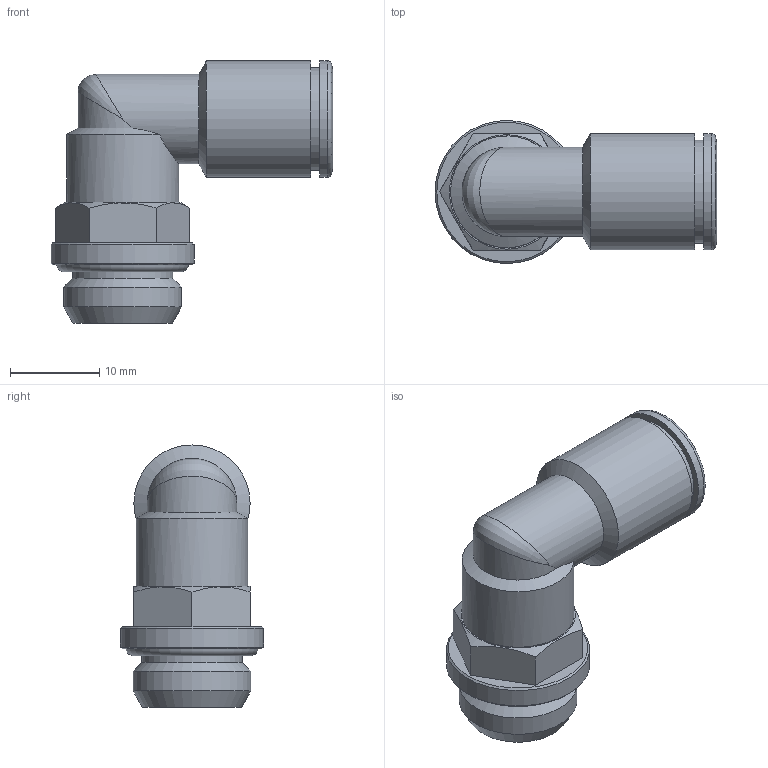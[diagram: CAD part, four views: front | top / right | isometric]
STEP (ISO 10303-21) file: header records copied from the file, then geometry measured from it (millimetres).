
FILE_DESCRIPTION(/* description */ ('Winkelverschraubung drehbar D8-G1/4'),/* implementation_level */ '2;1');
FILE_NAME(/* name */ '290_1008_Winkelverschraubung drehbar D8-G1_4.stp',/* time_stamp */ '2018-01-05T07:42:02+01:00',/* author */ ('mm'),/* organization */ (''),/* preprocessor_version */ 'ST-DEVELOPER v17',/* originating_system */ 'Autodesk Inventor 2018',/* authorisation */ '');
FILE_SCHEMA (('AUTOMOTIVE_DESIGN { 1 0 10303 214 3 1 1 }'));
Length unit declared in the file: millimetre
Products named in the file (1): 290.1008
Bounding box: 31.5 x 16 x 29.3 mm (x, y, z)
Volume: 3272.7 mm3; surface area: 4455.9 mm2
Topology: 3 solids, 4 shells, 70 faces, 194 edges, 135 vertices
Faces by surface type: cone 23, cylinder 22, plane 20, torus 4, bspline 1
Full cylindrical faces by diameter (mm): 5.5 x1, 7 x1, 8.1 x1, 8.2 x1, 8.5 x1, 9 x1, 10 x1, 10.1 x2, 11 x1, 11.2 x1, 11.5 x1, 11.6 x1, 12.5 x1, 13 x2, 13.157 x1, 16 x1
Entity records: 3248 total; most frequent: CARTESIAN_POINT 1217, DIRECTION 431, ORIENTED_EDGE 384, EDGE_CURVE 192, AXIS2_PLACEMENT_3D 189, VERTEX_POINT 135, CIRCLE 117, EDGE_LOOP 83
